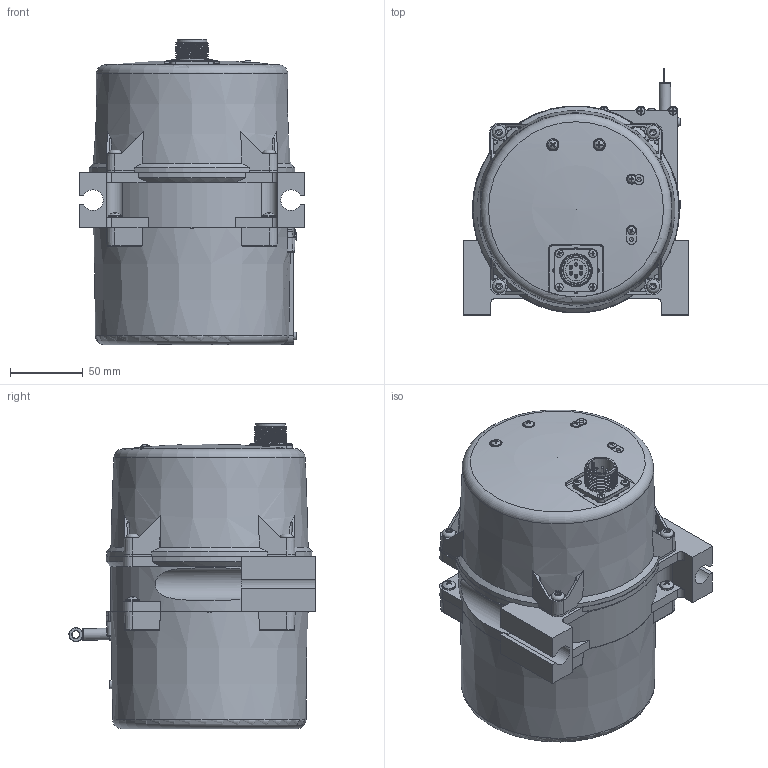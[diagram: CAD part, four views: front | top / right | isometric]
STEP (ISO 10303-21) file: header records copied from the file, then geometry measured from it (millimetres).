
FILE_DESCRIPTION(/* description */ (''),/* implementation_level */ '2;1');
FILE_NAME(/* name */ '100-800 E0.stp',/* time_stamp */ '2016-01-27T08:22:36-08:00',/* author */ ('JP'),/* organization */ (''),/* preprocessor_version */ 'ST-DEVELOPER v15.6',/* originating_system */ 'Autodesk Inventor 2015',/* authorisation */ '');
FILE_SCHEMA (('AUTOMOTIVE_DESIGN { 1 0 10303 214 3 1 1 }'));
Length unit declared in the file: centimetre
Products named in the file (1): 100-800 E0
Bounding box: 154.94 x 168.83 x 209.27 mm (x, y, z)
Volume: 521376.6 mm3; surface area: 307616.9 mm2
Topology: 1 solids, 53 shells, 1854 faces, 4881 edges, 3192 vertices
Faces by surface type: plane 739, cone 507, cylinder 254, torus 203, bspline 109, sphere 42
Full cylindrical faces by diameter (mm): 1.587 x13, 1.778 x6, 2.156 x4, 2.54 x18, 2.845 x31, 3.048 x4, 3.175 x6, 3.505 x2, 3.683 x8, 3.962 x1, 4.763 x3, 4.826 x9, 5.08 x1, 5.105 x4, 5.563 x2, 6.35 x2, 6.858 x2, 7.925 x3, 7.938 x2, 9.169 x4, 9.474 x4, 9.525 x4, 12.7 x1, 15.875 x1, 15.9 x1, 17.526 x1, 19.05 x1, 20.32 x1, 22.225 x9, 132.334 x1
Entity records: 68685 total; most frequent: CARTESIAN_POINT 25828, ORIENTED_EDGE 8592, DIRECTION 8045, EDGE_CURVE 4296, AXIS2_PLACEMENT_3D 3438, VERTEX_POINT 2981, EDGE_LOOP 2367, STYLED_ITEM 1845
